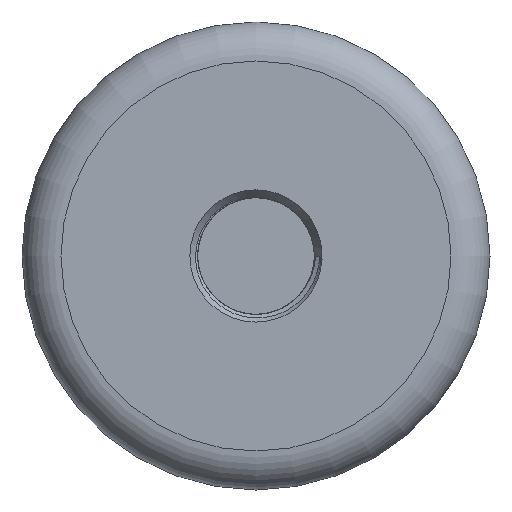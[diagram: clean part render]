
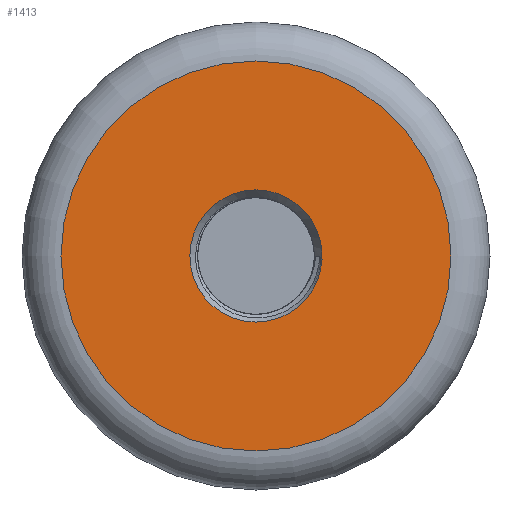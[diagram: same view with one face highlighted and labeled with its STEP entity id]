
A CAD part, front view. The second image highlights one B-rep face of the part: STEP entity #1413.
In plain terms, the highlighted planar face has unit normal (0, -1, 0).
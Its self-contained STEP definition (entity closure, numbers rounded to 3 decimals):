
#106 = FACE_BOUND ( 'NONE', #2185, .T. ) ;
#208 = ORIENTED_EDGE ( 'NONE', *, *, #1943, .T. ) ;
#374 = ORIENTED_EDGE ( 'NONE', *, *, #2490, .T. ) ;
#599 = DIRECTION ( 'NONE',  ( 0., 0., 1. ) ) ;
#910 = DIRECTION ( 'NONE',  ( 0., -1., 0. ) ) ;
#1037 = AXIS2_PLACEMENT_3D ( 'NONE', #1651, #910, #599 ) ;
#1056 = EDGE_LOOP ( 'NONE', ( #374 ) ) ;
#1144 = DIRECTION ( 'NONE',  ( 0., 0., 1. ) ) ;
#1313 = CARTESIAN_POINT ( 'NONE',  ( 0., 0., 8.475 ) ) ;
#1329 = VERTEX_POINT ( 'NONE', #1313 ) ;
#1366 = CARTESIAN_POINT ( 'NONE',  ( 0., 0., 0. ) ) ;
#1413 = ADVANCED_FACE ( 'NONE', ( #106, #2759 ), #2211, .F. ) ;
#1627 = CIRCLE ( 'NONE', #2062, 8.475 ) ;
#1651 = CARTESIAN_POINT ( 'NONE',  ( 0., 0., 0. ) ) ;
#1943 = EDGE_CURVE ( 'NONE', #1329, #1329, #1627, .T. ) ;
#1982 = DIRECTION ( 'NONE',  ( 0., 1., 0. ) ) ;
#2062 = AXIS2_PLACEMENT_3D ( 'NONE', #1366, #2404, #3197 ) ;
#2167 = AXIS2_PLACEMENT_3D ( 'NONE', #2727, #1982, #1144 ) ;
#2185 = EDGE_LOOP ( 'NONE', ( #208 ) ) ;
#2211 = PLANE ( 'NONE',  #2167 ) ;
#2363 = CARTESIAN_POINT ( 'NONE',  ( 0., 0., 25. ) ) ;
#2404 = DIRECTION ( 'NONE',  ( 0., 1., 0. ) ) ;
#2490 = EDGE_CURVE ( 'NONE', #2627, #2627, #2720, .T. ) ;
#2627 = VERTEX_POINT ( 'NONE', #2363 ) ;
#2720 = CIRCLE ( 'NONE', #1037, 25. ) ;
#2727 = CARTESIAN_POINT ( 'NONE',  ( 0., 0., 0. ) ) ;
#2759 = FACE_OUTER_BOUND ( 'NONE', #1056, .T. ) ;
#3197 = DIRECTION ( 'NONE',  ( 0., 0., 1. ) ) ;
